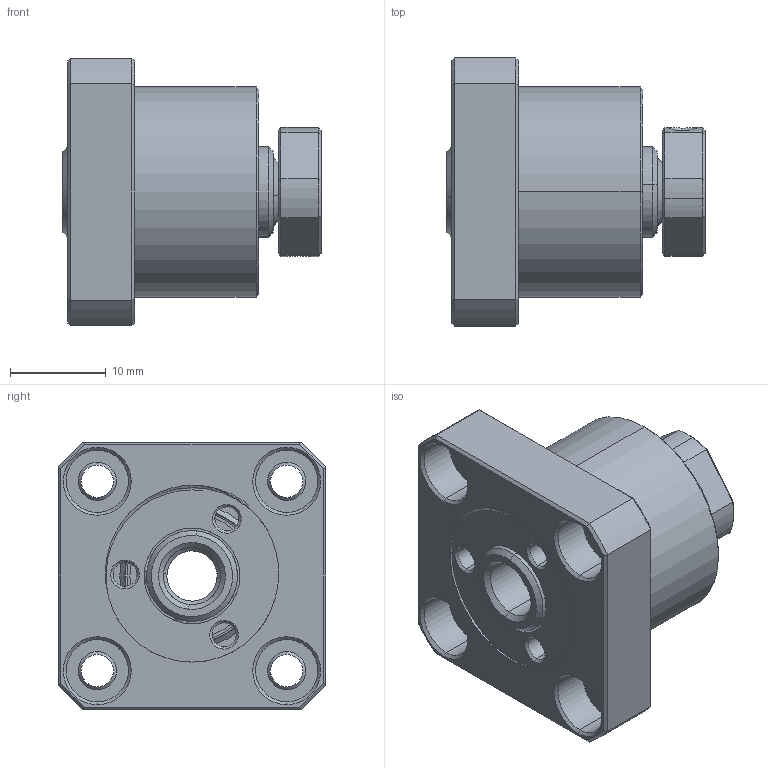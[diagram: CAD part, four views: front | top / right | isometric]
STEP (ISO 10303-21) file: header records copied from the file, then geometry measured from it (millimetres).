
FILE_DESCRIPTION(('HOOPS Exchange Step'),'2;1');
FILE_NAME('export-13EA6C8C-10EF-476E-A002-18DF90E9D2F9.stp','2024-05-16T11:43:04+02:00',('Gebruiker'),('Alibre'),'HOOPS Exchange 2023.0','Alibre','Unknown authorisation');
FILE_SCHEMA( ('AP242_MANAGED_MODEL_BASED_3D_ENGINEERING_MIM_LF {1 0 10303 442 1 1 4 }') );
Length unit declared in the file: millimetre
Products named in the file (1): 6846 FK06 Fixed Ballscrew Support Units (C3 quality) Mounting B
Bounding box: 27 x 28 x 28 mm (x, y, z)
Surface area: 5595.8 mm2 (no closed solid volume)
Topology: 0 solids, 6 shells, 179 faces, 428 edges, 260 vertices
Faces by surface type: cylinder 69, cone 60, plane 38, bspline 6, torus 6
Entity records: 5928 total; most frequent: CARTESIAN_POINT 1800, DIRECTION 896, ORIENTED_EDGE 792, EDGE_CURVE 428, AXIS2_PLACEMENT_3D 371, VERTEX_POINT 260, EDGE_LOOP 205, FACE_BOUND 205
